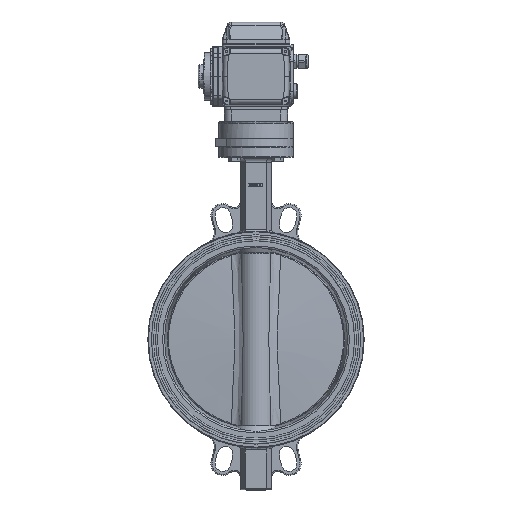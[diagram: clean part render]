
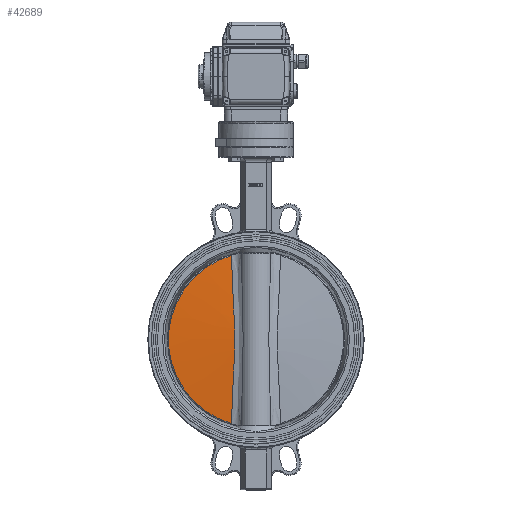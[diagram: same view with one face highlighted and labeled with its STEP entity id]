
A CAD part, top view. The second image highlights one B-rep face of the part: STEP entity #42689.
In plain terms, the highlighted conical face has half-angle 86.5 degrees and reference radius 148.775 mm.
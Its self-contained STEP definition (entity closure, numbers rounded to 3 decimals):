
#743=CONICAL_SURFACE('',#46272,148.775,1.51);
#2231=CIRCLE('',#46273,147.288);
#12757=ORIENTED_EDGE('',*,*,#24529,.T.);
#12758=ORIENTED_EDGE('',*,*,#24530,.T.);
#24529=EDGE_CURVE('',#30597,#30598,#34371,.T.);
#24530=EDGE_CURVE('',#30598,#30597,#2231,.F.);
#30597=VERTEX_POINT('',#70935);
#30598=VERTEX_POINT('',#70936);
#34371=B_SPLINE_CURVE_WITH_KNOTS('',3,(#70922,#70923,#70924,#70925,#70926,
#70927,#70928,#70929,#70930,#70931,#70932,#70933,#70934),.UNSPECIFIED.,
 .F.,.F.,(4,1,1,1,1,1,1,1,1,1,4),(0.002,0.037,
0.072,0.108,0.125,0.143,
0.161,0.179,0.214,0.249,
0.285),.UNSPECIFIED.);
#35500=EDGE_LOOP('',(#12757,#12758));
#38614=FACE_BOUND('',#35500,.T.);
#42689=ADVANCED_FACE('',(#38614),#743,.T.);
#46272=AXIS2_PLACEMENT_3D('',#70921,#51862,#51863);
#46273=AXIS2_PLACEMENT_3D('',#70937,#51864,#51865);
#51862=DIRECTION('',(0.,1.,0.));
#51863=DIRECTION('',(0.,0.,1.));
#51864=DIRECTION('',(0.,1.,0.));
#51865=DIRECTION('',(0.,0.,1.));
#70921=CARTESIAN_POINT('',(0.,-4.75,0.));
#70922=CARTESIAN_POINT('',(-41.335,-4.841,-141.369));
#70923=CARTESIAN_POINT('',(-40.896,-5.54,-129.593));
#70924=CARTESIAN_POINT('',(-39.966,-6.929,-106.042));
#70925=CARTESIAN_POINT('',(-38.406,-8.951,-70.721));
#70926=CARTESIAN_POINT('',(-36.945,-10.522,-41.283));
#70927=CARTESIAN_POINT('',(-35.834,-11.467,-17.724));
#70928=CARTESIAN_POINT('',(-35.391,-11.78,-0.015));
#70929=CARTESIAN_POINT('',(-35.833,-11.468,17.694));
#70930=CARTESIAN_POINT('',(-36.944,-10.523,41.261));
#70931=CARTESIAN_POINT('',(-38.405,-8.952,70.705));
#70932=CARTESIAN_POINT('',(-39.965,-6.93,106.034));
#70933=CARTESIAN_POINT('',(-40.896,-5.54,129.59));
#70934=CARTESIAN_POINT('',(-41.335,-4.841,141.369));
#70935=CARTESIAN_POINT('',(-41.335,-4.841,-141.369));
#70936=CARTESIAN_POINT('',(-41.335,-4.841,141.369));
#70937=CARTESIAN_POINT('',(0.,-4.841,0.));
